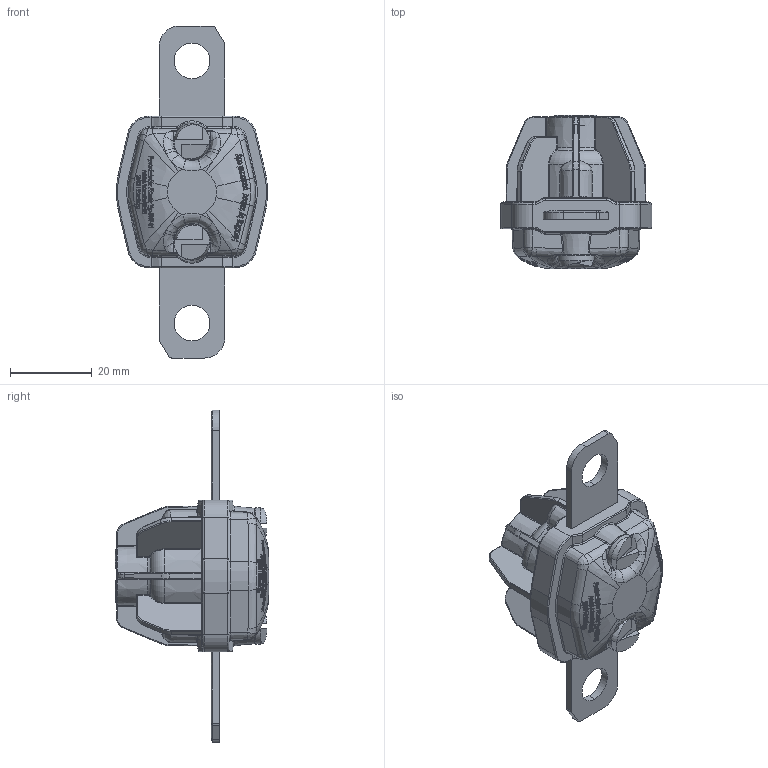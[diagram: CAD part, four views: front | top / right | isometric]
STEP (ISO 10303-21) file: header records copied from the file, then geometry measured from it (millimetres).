
FILE_DESCRIPTION((''),'2;1');
FILE_NAME('9900537_KZ_PRT','2022-04-15T09:57:25',('SVC-Windchill'),(''),'CREO PARAMETRIC BY PTC INC, 2018500','CREO PARAMETRIC BY PTC INC, 2018500','');
FILE_SCHEMA(('AP242_MANAGED_MODEL_BASED_3D_ENGINEERING_MIM_LF { 1 0 10303 442 1 1 4 }'));
Products named in the file (1): 9900537_KZ_PRT
Bounding box: 36.89 x 37.4 x 81 mm (x, y, z)
Volume: 23279.4 mm3; surface area: 10001.1 mm2
Topology: 1 solids, 3 shells, 3069 faces, 8071 edges, 5146 vertices
Faces by surface type: extrusion 1140, plane 804, bspline 546, cylinder 351, torus 144, cone 56, sphere 28
Entity records: 186704 total; most frequent: CARTESIAN_POINT 71261, ORIENTED_EDGE 16142, PRESENTATION_STYLE_ASSIGNMENT 12282, STYLED_ITEM 9216, CURVE_STYLE 9212, DIRECTION 8688, EDGE_CURVE 8071, B_SPLINE_CURVE_WITH_KNOTS 5548
